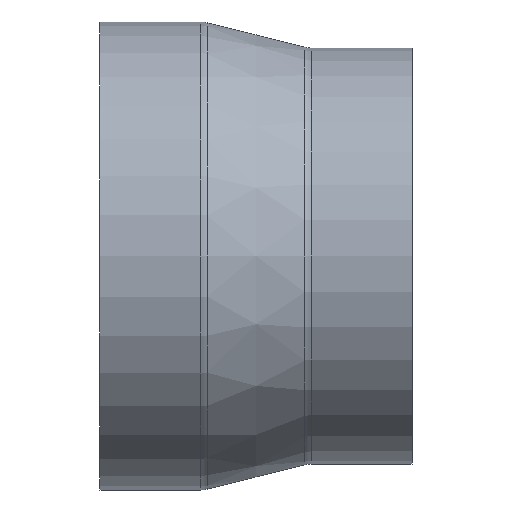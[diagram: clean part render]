
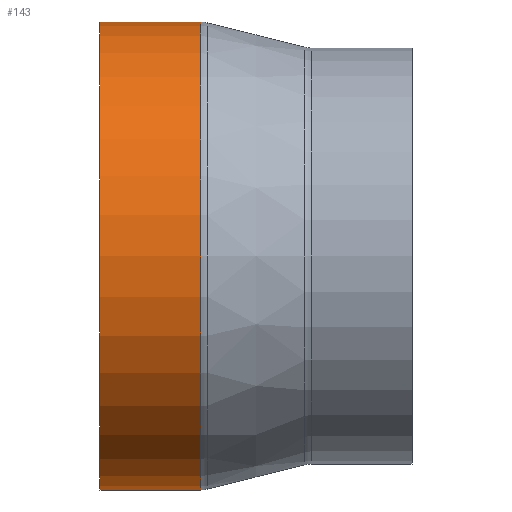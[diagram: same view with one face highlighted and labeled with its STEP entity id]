
A CAD part, front view. The second image highlights one B-rep face of the part: STEP entity #143.
In plain terms, the highlighted cylindrical face has radius 57.15 mm (diameter 114.3 mm), a full revolution.
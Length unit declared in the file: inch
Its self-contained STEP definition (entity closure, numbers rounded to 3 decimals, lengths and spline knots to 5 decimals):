
#19=CYLINDRICAL_SURFACE('',#169,2.25);
#31=FACE_BOUND('',#65,.T.);
#44=FACE_OUTER_BOUND('',#64,.T.);
#64=EDGE_LOOP('',(#124));
#65=EDGE_LOOP('',(#125));
#80=CIRCLE('',#168,2.25);
#81=CIRCLE('',#170,2.25);
#92=VERTEX_POINT('',#253);
#93=VERTEX_POINT('',#256);
#104=EDGE_CURVE('',#92,#92,#80,.T.);
#105=EDGE_CURVE('',#93,#93,#81,.T.);
#124=ORIENTED_EDGE('',*,*,#105,.T.);
#125=ORIENTED_EDGE('',*,*,#104,.F.);
#143=ADVANCED_FACE('',(#44,#31),#19,.T.);
#168=AXIS2_PLACEMENT_3D('',#254,#213,#214);
#169=AXIS2_PLACEMENT_3D('',#255,#215,#216);
#170=AXIS2_PLACEMENT_3D('',#257,#217,#218);
#213=DIRECTION('center_axis',(1.,0.,0.));
#214=DIRECTION('ref_axis',(0.,-1.,0.));
#215=DIRECTION('center_axis',(1.,0.,0.));
#216=DIRECTION('ref_axis',(0.,1.,0.));
#217=DIRECTION('center_axis',(1.,0.,0.));
#218=DIRECTION('ref_axis',(0.,0.,-1.));
#253=CARTESIAN_POINT('',(0.96922,2.25,0.));
#254=CARTESIAN_POINT('Origin',(0.96922,0.,0.));
#255=CARTESIAN_POINT('Origin',(0.5,0.,0.));
#256=CARTESIAN_POINT('',(0.,2.25,0.));
#257=CARTESIAN_POINT('Origin',(0.,0.,0.));
